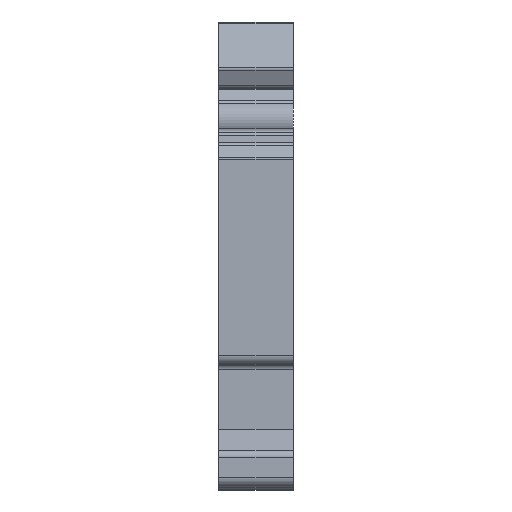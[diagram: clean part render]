
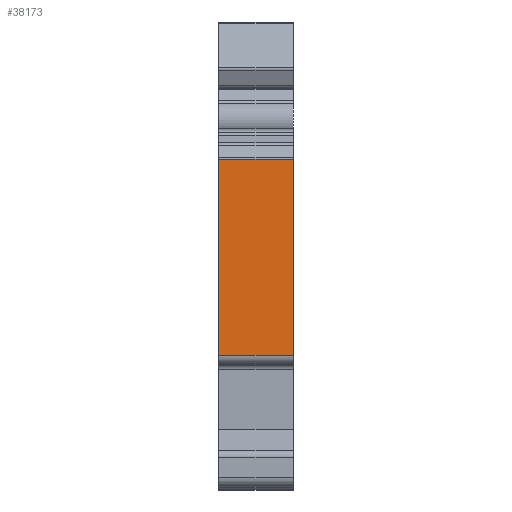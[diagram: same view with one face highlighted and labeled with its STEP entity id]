
A CAD part, left-side view. The second image highlights one B-rep face of the part: STEP entity #38173.
In plain terms, the highlighted planar face has unit normal (-1, 0, 0).
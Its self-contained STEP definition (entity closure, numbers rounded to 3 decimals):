
#210 = CARTESIAN_POINT ( 'NONE',  ( -58.35, 0., 28.807 ) ) ;
#2800 = CARTESIAN_POINT ( 'NONE',  ( -58.35, 8., 28.807 ) ) ;
#5213 = LINE ( 'NONE', #39269, #40139 ) ;
#5355 = LINE ( 'NONE', #26057, #7889 ) ;
#5947 = VECTOR ( 'NONE', #33619, 1000. ) ;
#7831 = EDGE_CURVE ( 'NONE', #14272, #30980, #5355, .T. ) ;
#7889 = VECTOR ( 'NONE', #43199, 1000. ) ;
#9511 = CARTESIAN_POINT ( 'NONE',  ( -58.35, 8., 7.807 ) ) ;
#9803 = LINE ( 'NONE', #20012, #5947 ) ;
#13015 = EDGE_CURVE ( 'NONE', #14272, #33033, #43137, .T. ) ;
#14272 = VERTEX_POINT ( 'NONE', #2800 ) ;
#17102 = CARTESIAN_POINT ( 'NONE',  ( -58.35, 0., 7.807 ) ) ;
#19461 = DIRECTION ( 'NONE',  ( 1., 0., 0. ) ) ;
#20012 = CARTESIAN_POINT ( 'NONE',  ( -58.35, 10., 7.807 ) ) ;
#21416 = ORIENTED_EDGE ( 'NONE', *, *, #34253, .T. ) ;
#22333 = DIRECTION ( 'NONE',  ( 0., 0., 1. ) ) ;
#23091 = DIRECTION ( 'NONE',  ( 0., 0., -1. ) ) ;
#24587 = DIRECTION ( 'NONE',  ( 0., -1., 0. ) ) ;
#26057 = CARTESIAN_POINT ( 'NONE',  ( -58.35, 10., 28.807 ) ) ;
#26166 = PLANE ( 'NONE',  #36524 ) ;
#26377 = VERTEX_POINT ( 'NONE', #17102 ) ;
#29496 = FACE_OUTER_BOUND ( 'NONE', #41652, .T. ) ;
#30980 = VERTEX_POINT ( 'NONE', #210 ) ;
#33033 = VERTEX_POINT ( 'NONE', #40262 ) ;
#33619 = DIRECTION ( 'NONE',  ( 0., -1., 0. ) ) ;
#34253 = EDGE_CURVE ( 'NONE', #26377, #30980, #5213, .T. ) ;
#34284 = ORIENTED_EDGE ( 'NONE', *, *, #7831, .F. ) ;
#36524 = AXIS2_PLACEMENT_3D ( 'NONE', #39755, #19461, #24587 ) ;
#37772 = ORIENTED_EDGE ( 'NONE', *, *, #13015, .T. ) ;
#38100 = VECTOR ( 'NONE', #23091, 1000. ) ;
#38173 = ADVANCED_FACE ( 'NONE', ( #29496 ), #26166, .F. ) ;
#38474 = EDGE_CURVE ( 'NONE', #33033, #26377, #9803, .T. ) ;
#39269 = CARTESIAN_POINT ( 'NONE',  ( -58.35, 0., 7.807 ) ) ;
#39661 = ORIENTED_EDGE ( 'NONE', *, *, #38474, .T. ) ;
#39755 = CARTESIAN_POINT ( 'NONE',  ( -58.35, 10., 7.807 ) ) ;
#40139 = VECTOR ( 'NONE', #22333, 1000. ) ;
#40262 = CARTESIAN_POINT ( 'NONE',  ( -58.35, 8., 7.807 ) ) ;
#41652 = EDGE_LOOP ( 'NONE', ( #34284, #37772, #39661, #21416 ) ) ;
#43137 = LINE ( 'NONE', #9511, #38100 ) ;
#43199 = DIRECTION ( 'NONE',  ( 0., -1., 0. ) ) ;
